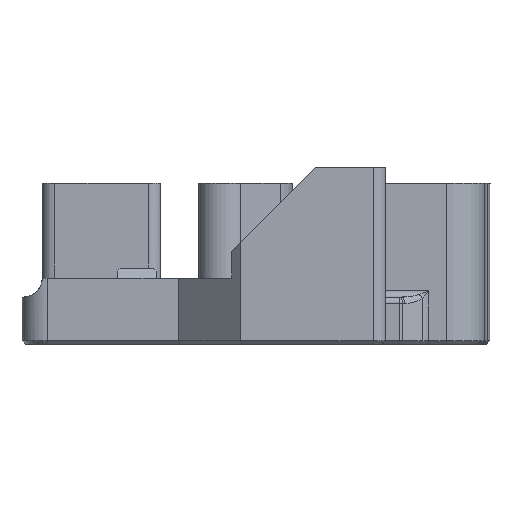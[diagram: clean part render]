
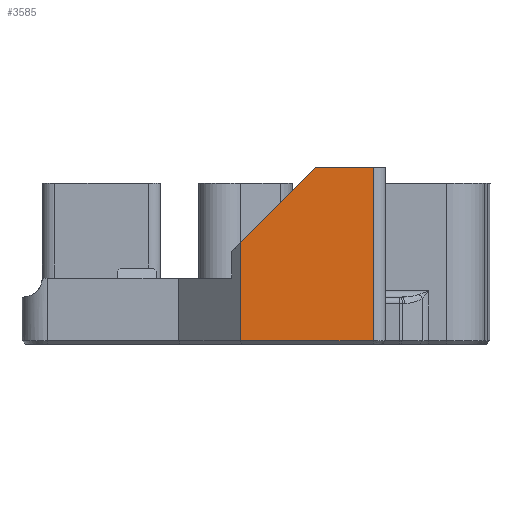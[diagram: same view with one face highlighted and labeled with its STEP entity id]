
A CAD part, left-side view. The second image highlights one B-rep face of the part: STEP entity #3585.
In plain terms, the highlighted planar face has unit normal (-1, 0, 0).
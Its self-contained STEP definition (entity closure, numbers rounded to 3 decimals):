
#365=FACE_OUTER_BOUND('',#586,.T.);
#586=EDGE_LOOP('',(#2418,#2419,#2420,#2421,#2422));
#847=LINE('',#5363,#1188);
#848=LINE('',#5365,#1189);
#849=LINE('',#5367,#1190);
#850=LINE('',#5369,#1191);
#851=LINE('',#5370,#1192);
#1188=VECTOR('',#4229,7.757);
#1189=VECTOR('',#4230,10.514);
#1190=VECTOR('',#4231,13.7);
#1191=VECTOR('',#4232,4.572);
#1192=VECTOR('',#4233,8.404);
#1532=VERTEX_POINT('',#5361);
#1533=VERTEX_POINT('',#5362);
#1534=VERTEX_POINT('',#5364);
#1535=VERTEX_POINT('',#5366);
#1536=VERTEX_POINT('',#5368);
#1869=EDGE_CURVE('',#1532,#1533,#847,.T.);
#1870=EDGE_CURVE('',#1533,#1534,#848,.T.);
#1871=EDGE_CURVE('',#1534,#1535,#849,.T.);
#1872=EDGE_CURVE('',#1536,#1535,#850,.T.);
#1873=EDGE_CURVE('',#1536,#1532,#851,.T.);
#2418=ORIENTED_EDGE('',*,*,#1869,.T.);
#2419=ORIENTED_EDGE('',*,*,#1870,.T.);
#2420=ORIENTED_EDGE('',*,*,#1871,.T.);
#2421=ORIENTED_EDGE('',*,*,#1872,.F.);
#2422=ORIENTED_EDGE('',*,*,#1873,.T.);
#3482=PLANE('',#3811);
#3585=ADVANCED_FACE('',(#365),#3482,.F.);
#3811=AXIS2_PLACEMENT_3D('',#5360,#4227,#4228);
#4227=DIRECTION('center_axis',(1.,0.,0.));
#4228=DIRECTION('ref_axis',(0.,1.,0.));
#4229=DIRECTION('',(0.,0.,-1.));
#4230=DIRECTION('',(0.,-1.,0.));
#4231=DIRECTION('',(0.,0.,1.));
#4232=DIRECTION('',(0.,-1.,0.));
#4233=DIRECTION('',(0.,0.707,-0.707));
#5360=CARTESIAN_POINT('Origin',(23.451,75.705,81.947));
#5361=CARTESIAN_POINT('',(23.451,82.714,81.354));
#5362=CARTESIAN_POINT('',(23.451,82.714,73.597));
#5363=CARTESIAN_POINT('',(23.451,82.714,81.354));
#5364=CARTESIAN_POINT('',(23.451,72.2,73.597));
#5365=CARTESIAN_POINT('',(23.451,82.714,73.597));
#5366=CARTESIAN_POINT('',(23.451,72.2,87.297));
#5367=CARTESIAN_POINT('',(23.451,72.2,73.597));
#5368=CARTESIAN_POINT('',(23.451,76.771,87.297));
#5369=CARTESIAN_POINT('',(23.451,76.771,87.297));
#5370=CARTESIAN_POINT('',(23.451,76.771,87.297));
